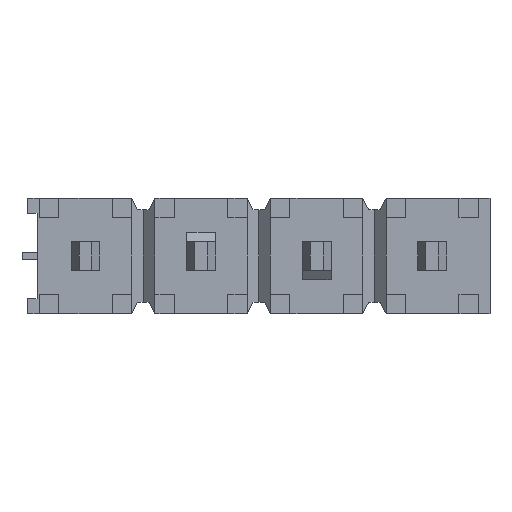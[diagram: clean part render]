
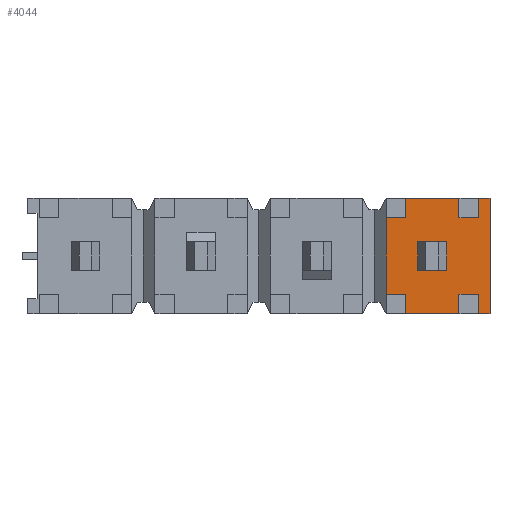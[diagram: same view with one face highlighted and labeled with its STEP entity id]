
A CAD part, front view. The second image highlights one B-rep face of the part: STEP entity #4044.
In plain terms, the highlighted planar face has unit normal (0, -1, 0).
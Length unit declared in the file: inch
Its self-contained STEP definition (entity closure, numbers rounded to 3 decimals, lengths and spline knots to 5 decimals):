
#555=ORIENTED_EDGE('',*,*,#1491,.T.);
#556=ORIENTED_EDGE('',*,*,#1264,.T.);
#557=ORIENTED_EDGE('',*,*,#1394,.T.);
#558=ORIENTED_EDGE('',*,*,#1509,.T.);
#559=ORIENTED_EDGE('',*,*,#1421,.F.);
#560=ORIENTED_EDGE('',*,*,#1260,.T.);
#561=ORIENTED_EDGE('',*,*,#1426,.T.);
#562=ORIENTED_EDGE('',*,*,#1510,.T.);
#563=ORIENTED_EDGE('',*,*,#1237,.F.);
#564=ORIENTED_EDGE('',*,*,#1511,.F.);
#565=ORIENTED_EDGE('',*,*,#1427,.T.);
#566=ORIENTED_EDGE('',*,*,#1325,.T.);
#567=ORIENTED_EDGE('',*,*,#1424,.F.);
#568=ORIENTED_EDGE('',*,*,#1512,.F.);
#569=ORIENTED_EDGE('',*,*,#1395,.T.);
#570=ORIENTED_EDGE('',*,*,#1321,.T.);
#571=ORIENTED_EDGE('',*,*,#1469,.F.);
#572=ORIENTED_EDGE('',*,*,#1436,.F.);
#573=ORIENTED_EDGE('',*,*,#1433,.F.);
#574=ORIENTED_EDGE('',*,*,#1430,.F.);
#1237=EDGE_CURVE('',#1804,#1798,#2173,.T.);
#1260=EDGE_CURVE('',#1823,#1822,#2196,.T.);
#1264=EDGE_CURVE('',#1827,#1826,#2200,.T.);
#1321=EDGE_CURVE('',#1864,#1863,#2257,.T.);
#1325=EDGE_CURVE('',#1868,#1867,#2261,.T.);
#1394=EDGE_CURVE('',#1826,#1905,#2330,.T.);
#1395=EDGE_CURVE('',#1906,#1864,#2331,.T.);
#1421=EDGE_CURVE('',#1823,#1919,#2357,.T.);
#1424=EDGE_CURVE('',#1920,#1867,#2360,.T.);
#1426=EDGE_CURVE('',#1822,#1921,#2362,.T.);
#1427=EDGE_CURVE('',#1922,#1868,#2363,.T.);
#1430=EDGE_CURVE('',#1924,#1925,#2366,.T.);
#1433=EDGE_CURVE('',#1925,#1927,#2369,.T.);
#1436=EDGE_CURVE('',#1927,#1929,#2372,.T.);
#1469=EDGE_CURVE('',#1929,#1924,#2405,.T.);
#1491=EDGE_CURVE('',#1863,#1827,#2427,.T.);
#1509=EDGE_CURVE('',#1905,#1919,#2445,.T.);
#1510=EDGE_CURVE('',#1921,#1798,#2446,.T.);
#1511=EDGE_CURVE('',#1922,#1804,#2447,.T.);
#1512=EDGE_CURVE('',#1906,#1920,#2448,.T.);
#1798=VERTEX_POINT('',#5569);
#1804=VERTEX_POINT('',#5581);
#1822=VERTEX_POINT('',#5625);
#1823=VERTEX_POINT('',#5627);
#1826=VERTEX_POINT('',#5633);
#1827=VERTEX_POINT('',#5635);
#1863=VERTEX_POINT('',#5733);
#1864=VERTEX_POINT('',#5735);
#1867=VERTEX_POINT('',#5741);
#1868=VERTEX_POINT('',#5743);
#1905=VERTEX_POINT('',#5879);
#1906=VERTEX_POINT('',#5883);
#1919=VERTEX_POINT('',#5935);
#1920=VERTEX_POINT('',#5939);
#1921=VERTEX_POINT('',#5943);
#1922=VERTEX_POINT('',#5947);
#1924=VERTEX_POINT('',#5952);
#1925=VERTEX_POINT('',#5954);
#1927=VERTEX_POINT('',#5960);
#1929=VERTEX_POINT('',#5966);
#2173=LINE('',#5582,#2745);
#2196=LINE('',#5626,#2768);
#2200=LINE('',#5634,#2772);
#2257=LINE('',#5734,#2829);
#2261=LINE('',#5742,#2833);
#2330=LINE('',#5880,#2902);
#2331=LINE('',#5882,#2903);
#2357=LINE('',#5934,#2929);
#2360=LINE('',#5940,#2932);
#2362=LINE('',#5944,#2934);
#2363=LINE('',#5946,#2935);
#2366=LINE('',#5953,#2938);
#2369=LINE('',#5959,#2941);
#2372=LINE('',#5965,#2944);
#2405=LINE('',#6034,#2977);
#2427=LINE('',#6075,#2999);
#2445=LINE('',#6110,#3017);
#2446=LINE('',#6111,#3018);
#2447=LINE('',#6112,#3019);
#2448=LINE('',#6113,#3020);
#2745=VECTOR('',#4508,39.37008);
#2768=VECTOR('',#4537,39.37008);
#2772=VECTOR('',#4541,39.37008);
#2829=VECTOR('',#4610,39.37008);
#2833=VECTOR('',#4614,39.37008);
#2902=VECTOR('',#4745,39.37008);
#2903=VECTOR('',#4748,39.37008);
#2929=VECTOR('',#4800,39.37008);
#2932=VECTOR('',#4805,39.37008);
#2934=VECTOR('',#4809,39.37008);
#2935=VECTOR('',#4812,39.37008);
#2938=VECTOR('',#4817,39.37008);
#2941=VECTOR('',#4822,39.37008);
#2944=VECTOR('',#4827,39.37008);
#2977=VECTOR('',#4880,39.37008);
#2999=VECTOR('',#4916,39.37008);
#3017=VECTOR('',#4960,39.37008);
#3018=VECTOR('',#4961,39.37008);
#3019=VECTOR('',#4962,39.37008);
#3020=VECTOR('',#4963,39.37008);
#3353=EDGE_LOOP('',(#555,#556,#557,#558,#559,#560,#561,#562,#563,#564,#565,
#566,#567,#568,#569,#570));
#3354=EDGE_LOOP('',(#571,#572,#573,#574));
#3591=FACE_BOUND('',#3353,.T.);
#3592=FACE_BOUND('',#3354,.T.);
#3823=PLANE('',#4291);
#4044=ADVANCED_FACE('',(#3591,#3592),#3823,.T.);
#4291=AXIS2_PLACEMENT_3D('',#6109,#4958,#4959);
#4508=DIRECTION('',(0.,0.,1.));
#4537=DIRECTION('',(-1.,0.,0.));
#4541=DIRECTION('',(-1.,0.,0.));
#4610=DIRECTION('',(1.,0.,0.));
#4614=DIRECTION('',(1.,0.,0.));
#4745=DIRECTION('',(0.,0.,-1.));
#4748=DIRECTION('',(0.,0.,-1.));
#4800=DIRECTION('',(0.,0.,-1.));
#4805=DIRECTION('',(0.,0.,-1.));
#4809=DIRECTION('',(0.,0.,-1.));
#4812=DIRECTION('',(0.,0.,-1.));
#4817=DIRECTION('',(1.,0.,0.));
#4822=DIRECTION('',(0.,0.,1.));
#4827=DIRECTION('',(-1.,0.,0.));
#4880=DIRECTION('',(0.,0.,-1.));
#4916=DIRECTION('',(0.,0.,1.));
#4958=DIRECTION('',(0.,-1.,0.));
#4959=DIRECTION('',(0.,0.,-1.));
#4960=DIRECTION('',(-1.,0.,0.));
#4961=DIRECTION('',(-1.,0.,0.));
#4962=DIRECTION('',(-1.,0.,0.));
#4963=DIRECTION('',(-1.,0.,0.));
#5569=CARTESIAN_POINT('',(0.11,0.02,0.033));
#5581=CARTESIAN_POINT('',(0.11,0.02,-0.033));
#5582=CARTESIAN_POINT('',(0.11,0.02,0.4));
#5625=CARTESIAN_POINT('',(0.12688,0.02,0.05));
#5626=CARTESIAN_POINT('',(-0.2,0.02,0.05));
#5627=CARTESIAN_POINT('',(0.17312,0.02,0.05));
#5633=CARTESIAN_POINT('',(0.19012,0.02,0.05));
#5634=CARTESIAN_POINT('',(-0.2,0.02,0.05));
#5635=CARTESIAN_POINT('',(0.2,0.02,0.05));
#5733=CARTESIAN_POINT('',(0.2,0.02,-0.05));
#5734=CARTESIAN_POINT('',(0.2,0.02,-0.05));
#5735=CARTESIAN_POINT('',(0.19012,0.02,-0.05));
#5741=CARTESIAN_POINT('',(0.17312,0.02,-0.05));
#5742=CARTESIAN_POINT('',(0.2,0.02,-0.05));
#5743=CARTESIAN_POINT('',(0.12688,0.02,-0.05));
#5879=CARTESIAN_POINT('',(0.19012,0.02,0.033));
#5880=CARTESIAN_POINT('',(0.19012,0.02,0.1));
#5882=CARTESIAN_POINT('',(0.19012,0.02,0.1));
#5883=CARTESIAN_POINT('',(0.19012,0.02,-0.033));
#5934=CARTESIAN_POINT('',(0.17312,0.02,0.1));
#5935=CARTESIAN_POINT('',(0.17312,0.02,0.033));
#5939=CARTESIAN_POINT('',(0.17312,0.02,-0.033));
#5940=CARTESIAN_POINT('',(0.17312,0.02,0.1));
#5943=CARTESIAN_POINT('',(0.12688,0.02,0.033));
#5944=CARTESIAN_POINT('',(0.12688,0.02,0.1));
#5946=CARTESIAN_POINT('',(0.12688,0.02,0.1));
#5947=CARTESIAN_POINT('',(0.12688,0.02,-0.033));
#5952=CARTESIAN_POINT('',(0.1375,0.02,-0.0125));
#5953=CARTESIAN_POINT('',(0.1625,0.02,-0.0125));
#5954=CARTESIAN_POINT('',(0.1625,0.02,-0.0125));
#5959=CARTESIAN_POINT('',(0.1625,0.02,0.0125));
#5960=CARTESIAN_POINT('',(0.1625,0.02,0.0125));
#5965=CARTESIAN_POINT('',(0.1375,0.02,0.0125));
#5966=CARTESIAN_POINT('',(0.1375,0.02,0.0125));
#6034=CARTESIAN_POINT('',(0.1375,0.02,-0.0125));
#6075=CARTESIAN_POINT('',(0.2,0.02,0.05));
#6109=CARTESIAN_POINT('',(0.23637,0.02,0.1));
#6110=CARTESIAN_POINT('',(0.4,0.02,0.033));
#6111=CARTESIAN_POINT('',(0.4,0.02,0.033));
#6112=CARTESIAN_POINT('',(0.4,0.02,-0.033));
#6113=CARTESIAN_POINT('',(0.4,0.02,-0.033));
